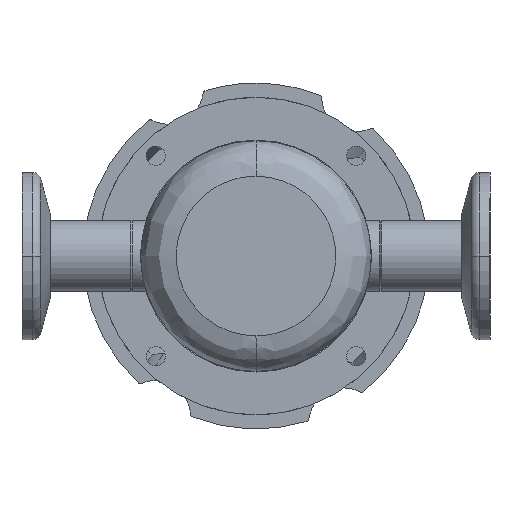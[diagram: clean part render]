
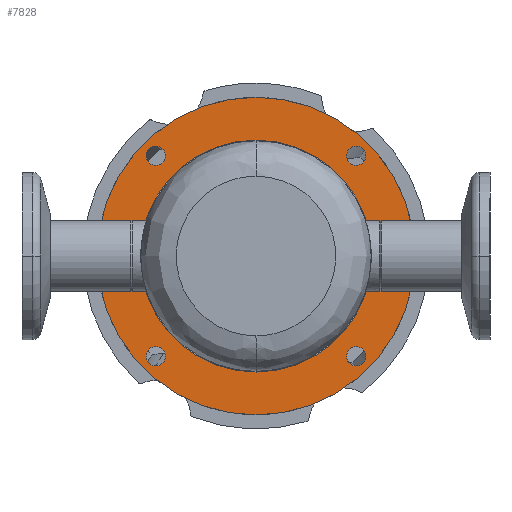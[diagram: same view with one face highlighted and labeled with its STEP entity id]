
A CAD part, left-side view. The second image highlights one B-rep face of the part: STEP entity #7828.
In plain terms, the highlighted planar face has unit normal (-1, 0, 0).
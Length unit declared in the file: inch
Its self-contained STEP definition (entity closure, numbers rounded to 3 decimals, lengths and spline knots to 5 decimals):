
#146 = AXIS2_PLACEMENT_3D ( 'NONE', #4415, #3465, #9149 ) ;
#336 = FACE_OUTER_BOUND ( 'NONE', #6254, .T. ) ;
#391 = ORIENTED_EDGE ( 'NONE', *, *, #7333, .T. ) ;
#470 = DIRECTION ( 'NONE',  ( 0., 1., 0. ) ) ;
#506 = FACE_BOUND ( 'NONE', #3733, .T. ) ;
#514 = DIRECTION ( 'NONE',  ( 1., 0., 0. ) ) ;
#553 = CARTESIAN_POINT ( 'NONE',  ( 1.5, 0.70711, -0.70711 ) ) ;
#666 = AXIS2_PLACEMENT_3D ( 'NONE', #553, #514, #470 ) ;
#728 = VERTEX_POINT ( 'NONE', #4243 ) ;
#739 = CIRCLE ( 'NONE', #8481, 0.068 ) ;
#898 = ORIENTED_EDGE ( 'NONE', *, *, #9448, .T. ) ;
#918 = AXIS2_PLACEMENT_3D ( 'NONE', #9399, #12186, #10573 ) ;
#1010 = DIRECTION ( 'NONE',  ( 0., 0., 1. ) ) ;
#1013 = CIRCLE ( 'NONE', #666, 0.068 ) ;
#1016 = DIRECTION ( 'NONE',  ( -1., 0., 0. ) ) ;
#1025 = CARTESIAN_POINT ( 'NONE',  ( 1.5, 0., 0. ) ) ;
#1269 = AXIS2_PLACEMENT_3D ( 'NONE', #8930, #5142, #7311 ) ;
#1455 = EDGE_CURVE ( 'NONE', #8373, #3236, #6954, .T. ) ;
#1461 = CARTESIAN_POINT ( 'NONE',  ( 1.5, 0., 0.8175 ) ) ;
#1631 = DIRECTION ( 'NONE',  ( 0., 0., 1. ) ) ;
#1663 = CIRCLE ( 'NONE', #918, 0.068 ) ;
#1701 = ORIENTED_EDGE ( 'NONE', *, *, #8931, .T. ) ;
#1825 = DIRECTION ( 'NONE',  ( 0., 1., 0. ) ) ;
#1929 = CARTESIAN_POINT ( 'NONE',  ( 1.5, -0.77511, -0.70711 ) ) ;
#1930 = CARTESIAN_POINT ( 'NONE',  ( 1.5, 0.70711, 0.70711 ) ) ;
#2169 = DIRECTION ( 'NONE',  ( 1., 0., 0. ) ) ;
#2414 = EDGE_CURVE ( 'NONE', #8738, #2602, #1013, .T. ) ;
#2416 = AXIS2_PLACEMENT_3D ( 'NONE', #3750, #8509, #9453 ) ;
#2487 = DIRECTION ( 'NONE',  ( 0., 0., -1. ) ) ;
#2602 = VERTEX_POINT ( 'NONE', #11817 ) ;
#2856 = CARTESIAN_POINT ( 'NONE',  ( 1.5, -0.63911, -0.70711 ) ) ;
#3078 = CIRCLE ( 'NONE', #4447, 0.068 ) ;
#3079 = CARTESIAN_POINT ( 'NONE',  ( 1.5, 0., 0. ) ) ;
#3236 = VERTEX_POINT ( 'NONE', #6896 ) ;
#3238 = AXIS2_PLACEMENT_3D ( 'NONE', #11608, #5992, #2487 ) ;
#3443 = CARTESIAN_POINT ( 'NONE',  ( 1.5, 0., -1.12 ) ) ;
#3465 = DIRECTION ( 'NONE',  ( 1., 0., 0. ) ) ;
#3494 = CARTESIAN_POINT ( 'NONE',  ( 1.5, 0., 1.12 ) ) ;
#3660 = CIRCLE ( 'NONE', #2416, 0.068 ) ;
#3733 = EDGE_LOOP ( 'NONE', ( #6230, #9148 ) ) ;
#3750 = CARTESIAN_POINT ( 'NONE',  ( 1.5, -0.70711, 0.70711 ) ) ;
#3924 = CARTESIAN_POINT ( 'NONE',  ( 1.5, 0.70711, 0.77511 ) ) ;
#3999 = VERTEX_POINT ( 'NONE', #1929 ) ;
#4016 = FACE_BOUND ( 'NONE', #5599, .T. ) ;
#4129 = EDGE_CURVE ( 'NONE', #12002, #7212, #7060, .T. ) ;
#4213 = FACE_BOUND ( 'NONE', #6440, .T. ) ;
#4243 = CARTESIAN_POINT ( 'NONE',  ( 1.5, -0.70711, 0.77511 ) ) ;
#4263 = CIRCLE ( 'NONE', #3238, 0.068 ) ;
#4265 = PLANE ( 'NONE',  #8788 ) ;
#4279 = CARTESIAN_POINT ( 'NONE',  ( 1.5, 0.63911, -0.70711 ) ) ;
#4415 = CARTESIAN_POINT ( 'NONE',  ( 1.5, -0.70711, -0.70711 ) ) ;
#4447 = AXIS2_PLACEMENT_3D ( 'NONE', #8324, #5690, #1825 ) ;
#4673 = VERTEX_POINT ( 'NONE', #1461 ) ;
#4854 = DIRECTION ( 'NONE',  ( 0., -1., 0. ) ) ;
#4944 = ORIENTED_EDGE ( 'NONE', *, *, #1455, .T. ) ;
#4992 = DIRECTION ( 'NONE',  ( 0., 0., 1. ) ) ;
#5092 = CARTESIAN_POINT ( 'NONE',  ( 1.5, -0.70711, 0.63911 ) ) ;
#5142 = DIRECTION ( 'NONE',  ( -1., 0., 0. ) ) ;
#5526 = ORIENTED_EDGE ( 'NONE', *, *, #4129, .T. ) ;
#5553 = CIRCLE ( 'NONE', #146, 0.068 ) ;
#5599 = EDGE_LOOP ( 'NONE', ( #12262, #11254 ) ) ;
#5690 = DIRECTION ( 'NONE',  ( 1., 0., 0. ) ) ;
#5978 = AXIS2_PLACEMENT_3D ( 'NONE', #3079, #2169, #4992 ) ;
#5992 = DIRECTION ( 'NONE',  ( 1., 0., 0. ) ) ;
#6064 = VERTEX_POINT ( 'NONE', #12243 ) ;
#6230 = ORIENTED_EDGE ( 'NONE', *, *, #12093, .T. ) ;
#6254 = EDGE_LOOP ( 'NONE', ( #5526, #10933 ) ) ;
#6303 = CIRCLE ( 'NONE', #7046, 0.8175 ) ;
#6440 = EDGE_LOOP ( 'NONE', ( #391, #898 ) ) ;
#6513 = EDGE_CURVE ( 'NONE', #7212, #12002, #12279, .T. ) ;
#6650 = ORIENTED_EDGE ( 'NONE', *, *, #8195, .T. ) ;
#6896 = CARTESIAN_POINT ( 'NONE',  ( 1.5, 0.70711, 0.63911 ) ) ;
#6954 = CIRCLE ( 'NONE', #7319, 0.068 ) ;
#7046 = AXIS2_PLACEMENT_3D ( 'NONE', #7508, #8130, #1631 ) ;
#7060 = CIRCLE ( 'NONE', #9505, 1.12 ) ;
#7116 = DIRECTION ( 'NONE',  ( 0., 0., -1. ) ) ;
#7212 = VERTEX_POINT ( 'NONE', #3443 ) ;
#7311 = DIRECTION ( 'NONE',  ( 0., 0., 1. ) ) ;
#7319 = AXIS2_PLACEMENT_3D ( 'NONE', #10845, #10970, #7116 ) ;
#7333 = EDGE_CURVE ( 'NONE', #4673, #6064, #6303, .T. ) ;
#7508 = CARTESIAN_POINT ( 'NONE',  ( 1.5, 0., 0. ) ) ;
#7755 = FACE_BOUND ( 'NONE', #11067, .T. ) ;
#7828 = ADVANCED_FACE ( 'NONE', ( #4213, #336, #10822, #506, #7755, #4016 ), #4265, .T. ) ;
#8130 = DIRECTION ( 'NONE',  ( 1., 0., 0. ) ) ;
#8195 = EDGE_CURVE ( 'NONE', #3236, #8373, #739, .T. ) ;
#8324 = CARTESIAN_POINT ( 'NONE',  ( 1.5, 0.70711, -0.70711 ) ) ;
#8373 = VERTEX_POINT ( 'NONE', #3924 ) ;
#8481 = AXIS2_PLACEMENT_3D ( 'NONE', #1930, #10600, #9538 ) ;
#8509 = DIRECTION ( 'NONE',  ( 1., 0., 0. ) ) ;
#8642 = EDGE_LOOP ( 'NONE', ( #9581, #1701 ) ) ;
#8738 = VERTEX_POINT ( 'NONE', #4279 ) ;
#8788 = AXIS2_PLACEMENT_3D ( 'NONE', #11053, #9739, #4854 ) ;
#8930 = CARTESIAN_POINT ( 'NONE',  ( 1.5, 0., 0. ) ) ;
#8931 = EDGE_CURVE ( 'NONE', #3999, #12041, #1663, .T. ) ;
#9148 = ORIENTED_EDGE ( 'NONE', *, *, #2414, .T. ) ;
#9149 = DIRECTION ( 'NONE',  ( 0., 1., 0. ) ) ;
#9399 = CARTESIAN_POINT ( 'NONE',  ( 1.5, -0.70711, -0.70711 ) ) ;
#9448 = EDGE_CURVE ( 'NONE', #6064, #4673, #10991, .T. ) ;
#9453 = DIRECTION ( 'NONE',  ( 0., 0., -1. ) ) ;
#9475 = EDGE_CURVE ( 'NONE', #728, #10298, #3660, .T. ) ;
#9489 = EDGE_CURVE ( 'NONE', #12041, #3999, #5553, .T. ) ;
#9505 = AXIS2_PLACEMENT_3D ( 'NONE', #1025, #1016, #1010 ) ;
#9538 = DIRECTION ( 'NONE',  ( 0., 0., -1. ) ) ;
#9581 = ORIENTED_EDGE ( 'NONE', *, *, #9489, .T. ) ;
#9739 = DIRECTION ( 'NONE',  ( -1., 0., 0. ) ) ;
#10298 = VERTEX_POINT ( 'NONE', #5092 ) ;
#10573 = DIRECTION ( 'NONE',  ( 0., 1., 0. ) ) ;
#10600 = DIRECTION ( 'NONE',  ( 1., 0., 0. ) ) ;
#10822 = FACE_BOUND ( 'NONE', #8642, .T. ) ;
#10845 = CARTESIAN_POINT ( 'NONE',  ( 1.5, 0.70711, 0.70711 ) ) ;
#10933 = ORIENTED_EDGE ( 'NONE', *, *, #6513, .T. ) ;
#10970 = DIRECTION ( 'NONE',  ( 1., 0., 0. ) ) ;
#10991 = CIRCLE ( 'NONE', #5978, 0.8175 ) ;
#11053 = CARTESIAN_POINT ( 'NONE',  ( 1.5, 0.39598, -0.39598 ) ) ;
#11067 = EDGE_LOOP ( 'NONE', ( #6650, #4944 ) ) ;
#11254 = ORIENTED_EDGE ( 'NONE', *, *, #9475, .T. ) ;
#11377 = EDGE_CURVE ( 'NONE', #10298, #728, #4263, .T. ) ;
#11608 = CARTESIAN_POINT ( 'NONE',  ( 1.5, -0.70711, 0.70711 ) ) ;
#11817 = CARTESIAN_POINT ( 'NONE',  ( 1.5, 0.77511, -0.70711 ) ) ;
#12002 = VERTEX_POINT ( 'NONE', #3494 ) ;
#12041 = VERTEX_POINT ( 'NONE', #2856 ) ;
#12093 = EDGE_CURVE ( 'NONE', #2602, #8738, #3078, .T. ) ;
#12186 = DIRECTION ( 'NONE',  ( 1., 0., 0. ) ) ;
#12243 = CARTESIAN_POINT ( 'NONE',  ( 1.5, 0., -0.8175 ) ) ;
#12262 = ORIENTED_EDGE ( 'NONE', *, *, #11377, .T. ) ;
#12279 = CIRCLE ( 'NONE', #1269, 1.12 ) ;
